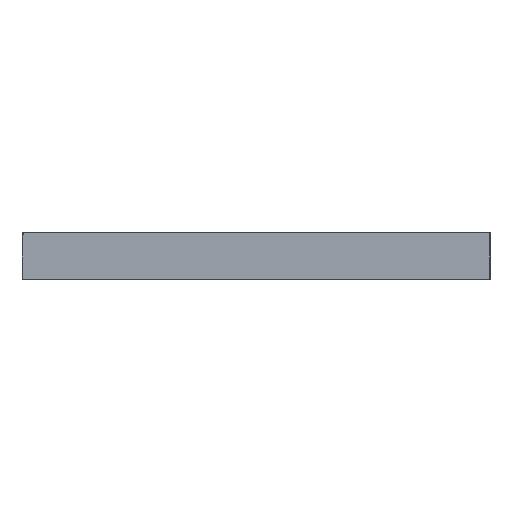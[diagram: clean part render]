
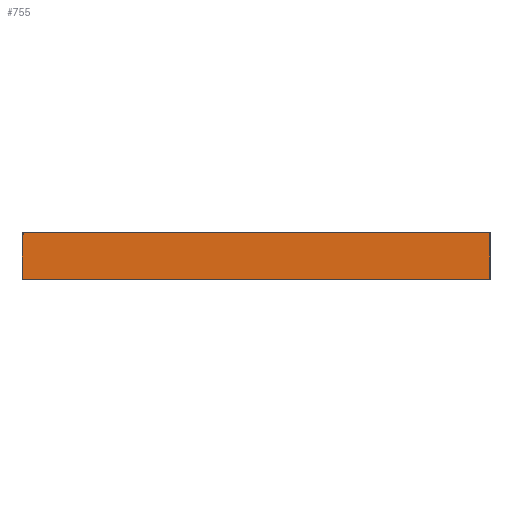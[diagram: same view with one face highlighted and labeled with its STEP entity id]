
A CAD part, top view. The second image highlights one B-rep face of the part: STEP entity #755.
In plain terms, the highlighted planar face has unit normal (0, 0, 1).
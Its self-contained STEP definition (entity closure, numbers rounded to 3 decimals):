
#22=FACE_BOUND('',#255,.T.);
#33=PLANE('',#879);
#62=LINE('',#1303,#99);
#68=LINE('',#1327,#105);
#75=LINE('',#1354,#112);
#77=LINE('',#1358,#114);
#99=VECTOR('',#1062,1.);
#105=VECTOR('',#1092,1.);
#112=VECTOR('',#1125,1.);
#114=VECTOR('',#1131,1.);
#196=FACE_OUTER_BOUND('',#254,.T.);
#254=EDGE_LOOP('',(#685,#686,#687,#688));
#255=EDGE_LOOP('',(#689));
#323=CIRCLE('',#877,0.8);
#364=VERTEX_POINT('',#1295);
#366=VERTEX_POINT('',#1301);
#372=VERTEX_POINT('',#1325);
#379=VERTEX_POINT('',#1350);
#381=VERTEX_POINT('',#1372);
#449=EDGE_CURVE('',#366,#364,#62,.T.);
#461=EDGE_CURVE('',#372,#366,#68,.T.);
#475=EDGE_CURVE('',#364,#379,#75,.T.);
#477=EDGE_CURVE('',#379,#372,#77,.T.);
#484=EDGE_CURVE('',#381,#381,#323,.T.);
#685=ORIENTED_EDGE('',*,*,#449,.F.);
#686=ORIENTED_EDGE('',*,*,#461,.F.);
#687=ORIENTED_EDGE('',*,*,#477,.F.);
#688=ORIENTED_EDGE('',*,*,#475,.F.);
#689=ORIENTED_EDGE('',*,*,#484,.T.);
#755=ADVANCED_FACE('',(#196,#22),#33,.T.);
#877=AXIS2_PLACEMENT_3D('',#1373,#1153,#1154);
#879=AXIS2_PLACEMENT_3D('',#1377,#1158,#1159);
#1062=DIRECTION('',(0.,1.,0.));
#1092=DIRECTION('',(-1.,0.,0.));
#1125=DIRECTION('',(1.,0.,0.));
#1131=DIRECTION('',(0.,-1.,0.));
#1153=DIRECTION('center_axis',(0.,0.,-1.));
#1154=DIRECTION('ref_axis',(1.,0.,0.));
#1158=DIRECTION('center_axis',(0.,0.,1.));
#1159=DIRECTION('ref_axis',(1.,0.,0.));
#1295=CARTESIAN_POINT('',(0.1,999.9,3.6));
#1301=CARTESIAN_POINT('',(0.1,0.1,3.6));
#1303=CARTESIAN_POINT('',(0.1,500.,3.6));
#1325=CARTESIAN_POINT('',(9999.9,0.1,3.6));
#1327=CARTESIAN_POINT('',(5000.,0.1,3.6));
#1350=CARTESIAN_POINT('',(9999.9,999.9,3.6));
#1354=CARTESIAN_POINT('',(5000.,999.9,3.6));
#1358=CARTESIAN_POINT('',(9999.9,500.,3.6));
#1372=CARTESIAN_POINT('',(24.6,974.6,3.6));
#1373=CARTESIAN_POINT('Origin',(25.4,974.6,3.6));
#1377=CARTESIAN_POINT('Origin',(5000.,500.,3.6));
